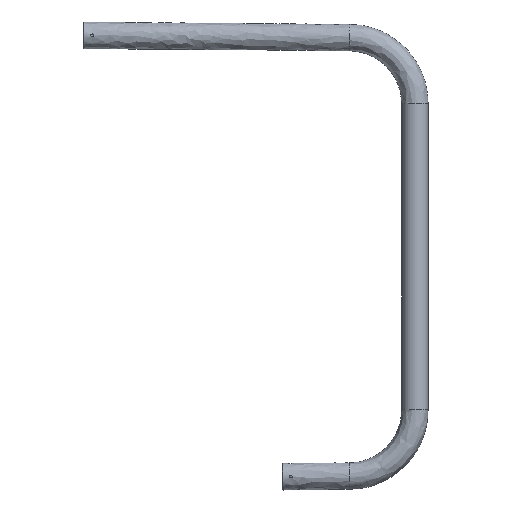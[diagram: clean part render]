
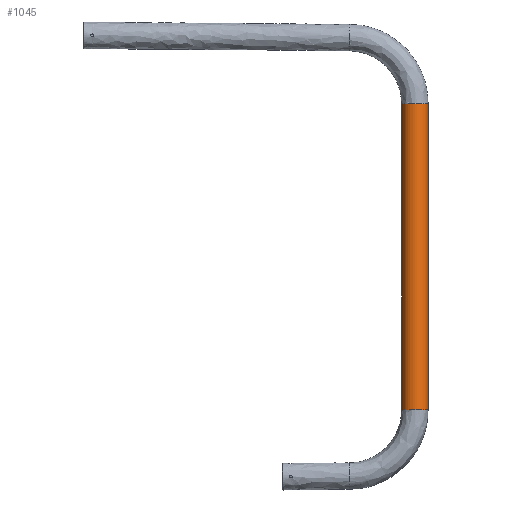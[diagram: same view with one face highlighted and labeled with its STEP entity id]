
A CAD part, top view. The second image highlights one B-rep face of the part: STEP entity #1045.
In plain terms, the highlighted free-form (B-spline) face has degree [3, 1] with [7, 2] control points.
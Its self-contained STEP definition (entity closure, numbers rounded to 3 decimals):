
#64 = CARTESIAN_POINT ( 'NONE',  ( 750., -848.685, -30.15 ) ) ;
#76 = EDGE_CURVE ( 'NONE', #270, #270, #1444, .T. ) ;
#97 = EDGE_LOOP ( 'NONE', ( #615 ) ) ;
#170 = CARTESIAN_POINT ( 'NONE',  ( 750., -848.685, -30.15 ) ) ;
#266 = CARTESIAN_POINT ( 'NONE',  ( 750., -155.242, -30.15 ) ) ;
#270 = VERTEX_POINT ( 'NONE', #170 ) ;
#293 = CARTESIAN_POINT ( 'NONE',  ( 810.298, -154.716, -30.15 ) ) ;
#302 = CARTESIAN_POINT ( 'NONE',  ( 810.298, -848.159, -30.15 ) ) ;
#341 = CIRCLE ( 'NONE', #1479, 30.15 ) ;
#420 = AXIS2_PLACEMENT_3D ( 'NONE', #1399, #1991, #855 ) ;
#452 = CARTESIAN_POINT ( 'NONE',  ( 810.298, -154.716, 30.15 ) ) ;
#469 = CARTESIAN_POINT ( 'NONE',  ( 810.298, -848.159, 30.15 ) ) ;
#476 = CARTESIAN_POINT ( 'NONE',  ( 750., -155.242, 30.15 ) ) ;
#501 = CARTESIAN_POINT ( 'NONE',  ( 750., -848.685, 30.15 ) ) ;
#510 = CARTESIAN_POINT ( 'NONE',  ( 689.702, -155.768, 30.15 ) ) ;
#591 =( BOUNDED_SURFACE ( )  B_SPLINE_SURFACE ( 3, 1, ( 
 ( #266, #64 ),
 ( #293, #302 ),
 ( #452, #469 ),
 ( #476, #501 ),
 ( #510, #654 ),
 ( #659, #667 ),
 ( #675, #692 ) ),
 .UNSPECIFIED., .T., .F., .F. ) 
 B_SPLINE_SURFACE_WITH_KNOTS ( ( 4, 3, 4 ),
 ( 2, 2 ),
 ( 0., 0.5, 1. ),
 ( 0., 1. ),
 .UNSPECIFIED. ) 
 GEOMETRIC_REPRESENTATION_ITEM ( )  RATIONAL_B_SPLINE_SURFACE ( (
 ( 1., 1.),
 ( 0.333, 0.333),
 ( 0.333, 0.333),
 ( 1., 1.),
 ( 0.333, 0.333),
 ( 0.333, 0.333),
 ( 1., 1.) ) ) 
 REPRESENTATION_ITEM ( '' )  SURFACE ( )  );
#615 = ORIENTED_EDGE ( 'NONE', *, *, #76, .F. ) ;
#654 = CARTESIAN_POINT ( 'NONE',  ( 689.702, -849.211, 30.15 ) ) ;
#659 = CARTESIAN_POINT ( 'NONE',  ( 689.702, -155.768, -30.15 ) ) ;
#667 = CARTESIAN_POINT ( 'NONE',  ( 689.702, -849.211, -30.15 ) ) ;
#675 = CARTESIAN_POINT ( 'NONE',  ( 750., -155.242, -30.15 ) ) ;
#692 = CARTESIAN_POINT ( 'NONE',  ( 750., -848.685, -30.15 ) ) ;
#855 = DIRECTION ( 'NONE',  ( 0., 0., -1. ) ) ;
#978 = ORIENTED_EDGE ( 'NONE', *, *, #1328, .T. ) ;
#1045 = ADVANCED_FACE ( 'NONE', ( #1095, #1716 ), #591, .T. ) ;
#1095 = FACE_OUTER_BOUND ( 'NONE', #1131, .T. ) ;
#1131 = EDGE_LOOP ( 'NONE', ( #978 ) ) ;
#1189 = DIRECTION ( 'NONE',  ( 0., 0., -1. ) ) ;
#1195 = DIRECTION ( 'NONE',  ( 0.009, -1., 0. ) ) ;
#1233 = CARTESIAN_POINT ( 'NONE',  ( 750., -155.242, -30.15 ) ) ;
#1327 = CARTESIAN_POINT ( 'NONE',  ( 750., -155.242, 0. ) ) ;
#1328 = EDGE_CURVE ( 'NONE', #1750, #1750, #341, .T. ) ;
#1399 = CARTESIAN_POINT ( 'NONE',  ( 750., -848.685, 0. ) ) ;
#1444 = CIRCLE ( 'NONE', #420, 30.15 ) ;
#1479 = AXIS2_PLACEMENT_3D ( 'NONE', #1327, #1195, #1189 ) ;
#1716 = FACE_OUTER_BOUND ( 'NONE', #97, .T. ) ;
#1750 = VERTEX_POINT ( 'NONE', #1233 ) ;
#1991 = DIRECTION ( 'NONE',  ( 0.009, -1., 0. ) ) ;
